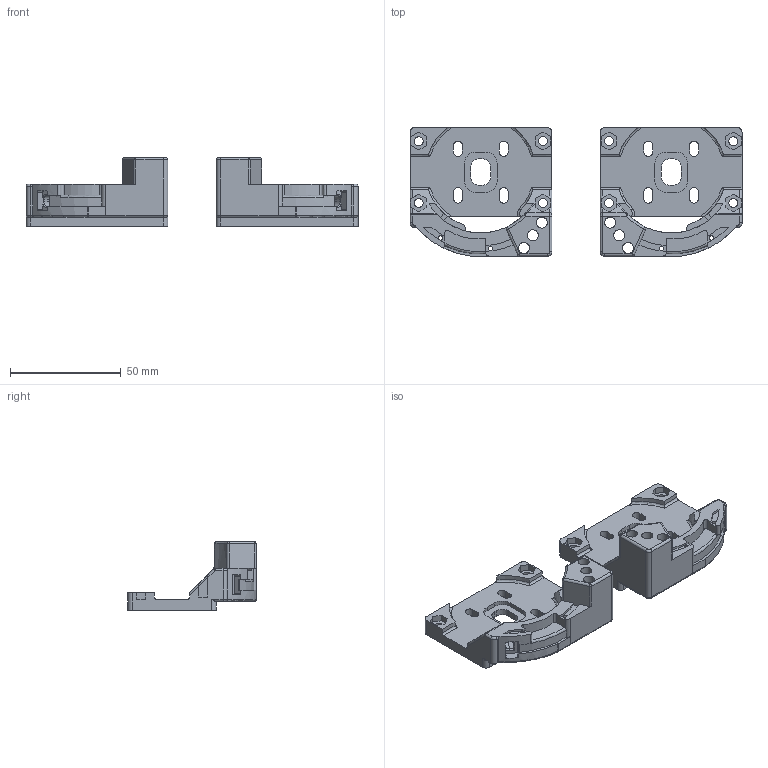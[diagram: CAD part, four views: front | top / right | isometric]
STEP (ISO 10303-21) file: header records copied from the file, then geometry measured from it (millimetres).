
FILE_DESCRIPTION(/* description */ (''),/* implementation_level */ '2;1');
FILE_NAME(/* name */ 'Faraday R2 motor - 50mm.stp',/* time_stamp */ '2015-10-24T17:03:02+02:00',/* author */ (''),/* organization */ (''),/* preprocessor_version */ 'ST-DEVELOPER v15.2',/* originating_system */ 'Autodesk Translator Framework v2.0.0.5431',/* authorisation */ '');
FILE_SCHEMA (('AUTOMOTIVE_DESIGN { 1 0 10303 214 3 1 1 }'));
Length unit declared in the file: centimetre
Products named in the file (1): Faraday R2 motor - 50mm
Bounding box: 149.79 x 58 x 31 mm (x, y, z)
Volume: 48883 mm3; surface area: 28209.9 mm2
Topology: 2 solids, 2 shells, 564 faces, 1594 edges, 1034 vertices
Faces by surface type: plane 320, cylinder 188, torus 24, bspline 20, sphere 12
Full cylindrical faces by diameter (mm): 2 x4, 4 x8, 5 x6
Entity records: 18998 total; most frequent: CARTESIAN_POINT 4159, ORIENTED_EDGE 3140, DIRECTION 3054, EDGE_CURVE 1570, VERTEX_POINT 1028, LINE 1024, VECTOR 1024, AXIS2_PLACEMENT_3D 1015
